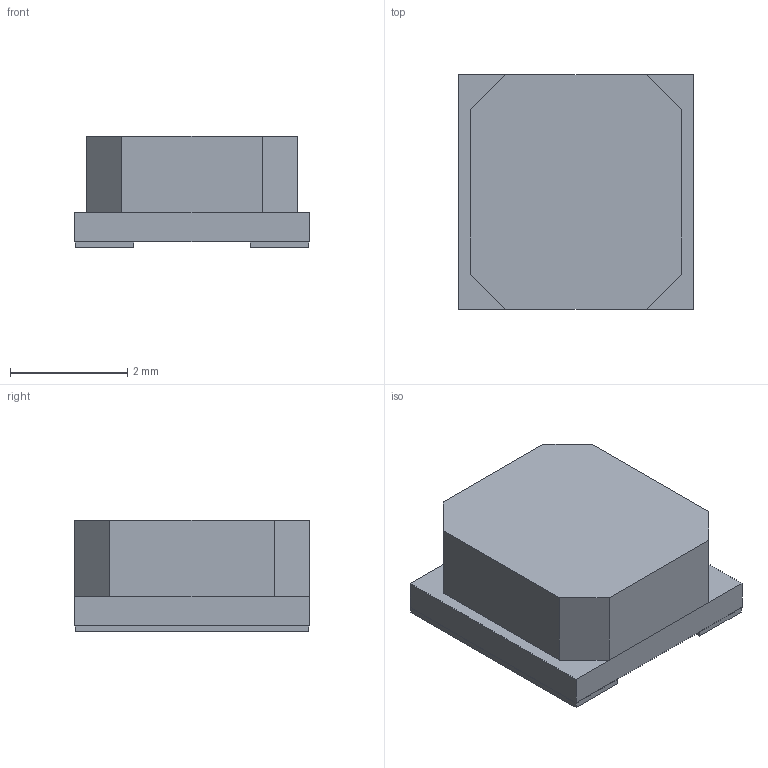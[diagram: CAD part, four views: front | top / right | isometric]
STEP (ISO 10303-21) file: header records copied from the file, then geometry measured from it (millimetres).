
FILE_DESCRIPTION(('FreeCAD Model'),'2;1');
FILE_NAME('L_Bourns_SRN4018.step', '2017-06-08T16:56:13',('kicad StepUp'),('ksu MCAD'), 'Open CASCADE STEP processor 6.8','FreeCAD','Unknown');
FILE_SCHEMA(('AUTOMOTIVE_DESIGN_CC2 { 1 2 10303 214 -1 1 5 4 }'));
Length unit declared in the file: millimetre
Products named in the file (1): L_Bourns_SRN4018
Bounding box: 4 x 4 x 1.9 mm (x, y, z)
Volume: 26.6 mm3; surface area: 59.9 mm2
Topology: 1 solids, 1 shells, 26 faces, 62 edges, 40 vertices
Faces by surface type: plane 26
Entity records: 929 total; most frequent: CARTESIAN_POINT 129, ORIENTED_EDGE 124, DIRECTION 116, EDGE_CURVE 62, LINE 62, VECTOR 62, VERTEX_POINT 40, FACE_BOUND 28
